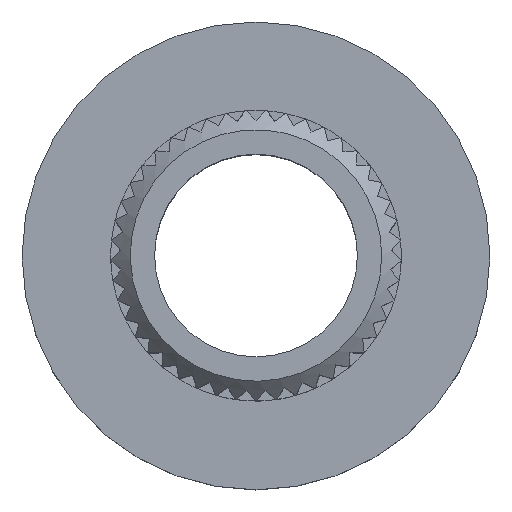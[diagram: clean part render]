
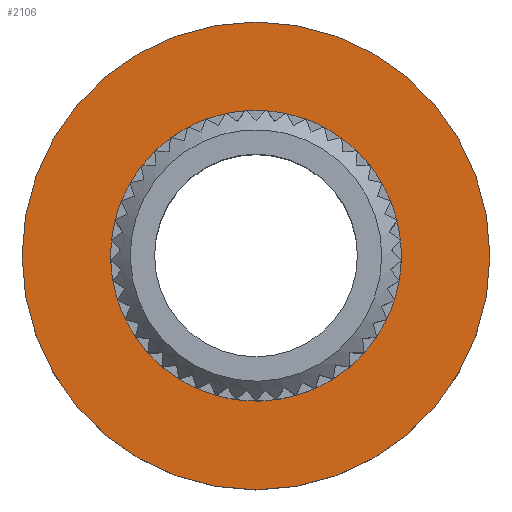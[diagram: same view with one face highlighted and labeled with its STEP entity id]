
A CAD part, top view. The second image highlights one B-rep face of the part: STEP entity #2106.
In plain terms, the highlighted planar face has unit normal (0, 0, 1).
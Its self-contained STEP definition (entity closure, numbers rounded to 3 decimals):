
#90 = EDGE_CURVE ( 'NONE', #1603, #1603, #654, .T. ) ;
#517 = AXIS2_PLACEMENT_3D ( 'NONE', #3736, #3702, #3691 ) ;
#654 = CIRCLE ( 'NONE', #4530, 6. ) ;
#875 = EDGE_LOOP ( 'NONE', ( #4720 ) ) ;
#1263 = EDGE_LOOP ( 'NONE', ( #3151 ) ) ;
#1332 = DIRECTION ( 'NONE',  ( 1., 0., 0. ) ) ;
#1344 = DIRECTION ( 'NONE',  ( 0., 0., 1. ) ) ;
#1351 = CARTESIAN_POINT ( 'NONE',  ( 0., 0., 0. ) ) ;
#1603 = VERTEX_POINT ( 'NONE', #3109 ) ;
#2106 = ADVANCED_FACE ( 'NONE', ( #3384, #2384 ), #3705, .T. ) ;
#2384 = FACE_BOUND ( 'NONE', #875, .T. ) ;
#2654 = DIRECTION ( 'NONE',  ( 1., 0., 0. ) ) ;
#2688 = CARTESIAN_POINT ( 'NONE',  ( 0., 0., 0. ) ) ;
#2749 = DIRECTION ( 'NONE',  ( 0., 0., 1. ) ) ;
#2856 = EDGE_CURVE ( 'NONE', #3997, #3997, #4052, .T. ) ;
#3015 = CARTESIAN_POINT ( 'NONE',  ( 3.725, 0., 0. ) ) ;
#3109 = CARTESIAN_POINT ( 'NONE',  ( 6., 0., 0. ) ) ;
#3151 = ORIENTED_EDGE ( 'NONE', *, *, #90, .T. ) ;
#3384 = FACE_OUTER_BOUND ( 'NONE', #1263, .T. ) ;
#3546 = AXIS2_PLACEMENT_3D ( 'NONE', #1351, #1344, #1332 ) ;
#3691 = DIRECTION ( 'NONE',  ( 1., 0., 0. ) ) ;
#3702 = DIRECTION ( 'NONE',  ( 0., 0., 1. ) ) ;
#3705 = PLANE ( 'NONE',  #517 ) ;
#3736 = CARTESIAN_POINT ( 'NONE',  ( 0., 0., 0. ) ) ;
#3997 = VERTEX_POINT ( 'NONE', #3015 ) ;
#4052 = CIRCLE ( 'NONE', #3546, 3.725 ) ;
#4530 = AXIS2_PLACEMENT_3D ( 'NONE', #2688, #2749, #2654 ) ;
#4720 = ORIENTED_EDGE ( 'NONE', *, *, #2856, .F. ) ;
